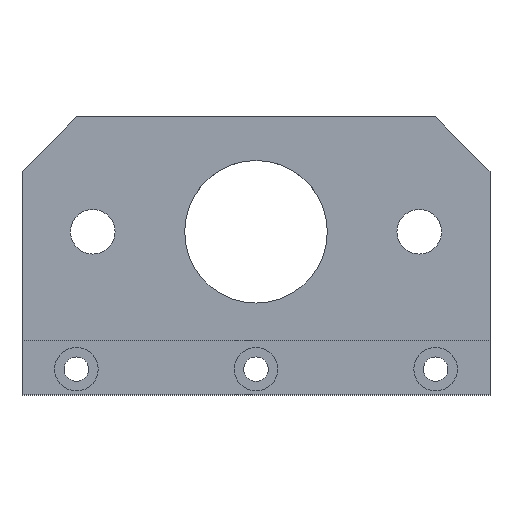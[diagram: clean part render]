
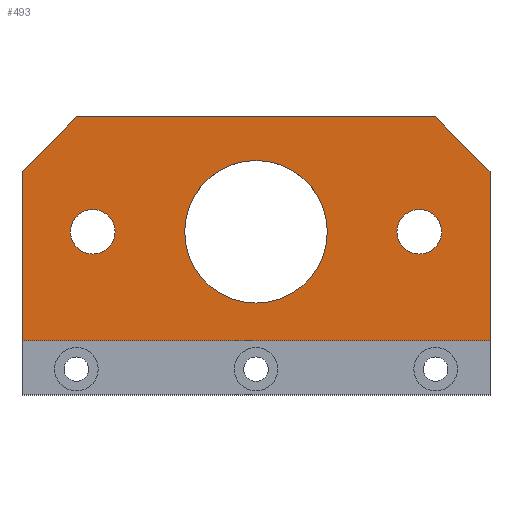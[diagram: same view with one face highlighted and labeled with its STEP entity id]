
A CAD part, top view. The second image highlights one B-rep face of the part: STEP entity #493.
In plain terms, the highlighted planar face has unit normal (0, 0, 1).
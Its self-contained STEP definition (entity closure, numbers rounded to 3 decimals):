
#122=LINE('',#799,#155);
#124=LINE('',#804,#157);
#125=LINE('',#806,#158);
#126=LINE('',#808,#159);
#127=LINE('',#809,#160);
#128=LINE('',#810,#161);
#155=VECTOR('',#658,10.);
#157=VECTOR('',#662,10.);
#158=VECTOR('',#663,10.);
#159=VECTOR('',#664,10.);
#160=VECTOR('',#665,10.);
#161=VECTOR('',#666,10.);
#189=FACE_BOUND('',#240,.T.);
#190=FACE_BOUND('',#241,.T.);
#191=FACE_BOUND('',#242,.T.);
#214=FACE_OUTER_BOUND('',#239,.T.);
#239=EDGE_LOOP('',(#411,#412,#413,#414,#415,#416));
#240=EDGE_LOOP('',(#417));
#241=EDGE_LOOP('',(#418));
#242=EDGE_LOOP('',(#419));
#273=CIRCLE('',#548,4.1);
#275=CIRCLE('',#551,4.1);
#276=CIRCLE('',#553,13.1);
#293=VERTEX_POINT('',#777);
#295=VERTEX_POINT('',#783);
#296=VERTEX_POINT('',#787);
#300=VERTEX_POINT('',#796);
#301=VERTEX_POINT('',#798);
#302=VERTEX_POINT('',#802);
#303=VERTEX_POINT('',#803);
#304=VERTEX_POINT('',#805);
#305=VERTEX_POINT('',#807);
#334=EDGE_CURVE('',#293,#293,#273,.T.);
#337=EDGE_CURVE('',#295,#295,#275,.T.);
#338=EDGE_CURVE('',#296,#296,#276,.T.);
#343=EDGE_CURVE('',#300,#301,#122,.T.);
#345=EDGE_CURVE('',#302,#303,#124,.T.);
#346=EDGE_CURVE('',#304,#302,#125,.T.);
#347=EDGE_CURVE('',#305,#304,#126,.T.);
#348=EDGE_CURVE('',#301,#305,#127,.T.);
#349=EDGE_CURVE('',#303,#300,#128,.T.);
#411=ORIENTED_EDGE('',*,*,#345,.F.);
#412=ORIENTED_EDGE('',*,*,#346,.F.);
#413=ORIENTED_EDGE('',*,*,#347,.F.);
#414=ORIENTED_EDGE('',*,*,#348,.F.);
#415=ORIENTED_EDGE('',*,*,#343,.F.);
#416=ORIENTED_EDGE('',*,*,#349,.F.);
#417=ORIENTED_EDGE('',*,*,#334,.T.);
#418=ORIENTED_EDGE('',*,*,#337,.T.);
#419=ORIENTED_EDGE('',*,*,#338,.T.);
#471=PLANE('',#556);
#493=ADVANCED_FACE('',(#214,#189,#190,#191),#471,.F.);
#548=AXIS2_PLACEMENT_3D('',#779,#638,#639);
#551=AXIS2_PLACEMENT_3D('',#785,#645,#646);
#553=AXIS2_PLACEMENT_3D('',#788,#649,#650);
#556=AXIS2_PLACEMENT_3D('',#801,#660,#661);
#638=DIRECTION('center_axis',(0.,0.,-1.));
#639=DIRECTION('ref_axis',(-1.,0.,0.));
#645=DIRECTION('center_axis',(0.,0.,-1.));
#646=DIRECTION('ref_axis',(-1.,0.,0.));
#649=DIRECTION('center_axis',(0.,0.,-1.));
#650=DIRECTION('ref_axis',(1.,0.,0.));
#658=DIRECTION('',(-1.,0.,0.));
#660=DIRECTION('center_axis',(0.,0.,-1.));
#661=DIRECTION('ref_axis',(-1.,0.,0.));
#662=DIRECTION('',(0.707,-0.707,0.));
#663=DIRECTION('',(1.,0.,0.));
#664=DIRECTION('',(0.707,0.707,0.));
#665=DIRECTION('',(0.,1.,0.));
#666=DIRECTION('',(0.,-1.,0.));
#777=CARTESIAN_POINT('',(34.1,4.45,2.75));
#779=CARTESIAN_POINT('Origin',(30.,4.45,2.75));
#783=CARTESIAN_POINT('',(-25.9,4.45,2.75));
#785=CARTESIAN_POINT('Origin',(-30.,4.45,2.75));
#787=CARTESIAN_POINT('',(-13.1,4.45,2.75));
#788=CARTESIAN_POINT('Origin',(0.,4.45,2.75));
#796=CARTESIAN_POINT('',(43.,-15.55,2.75));
#798=CARTESIAN_POINT('',(-43.,-15.55,2.75));
#799=CARTESIAN_POINT('',(-25.,-15.55,2.75));
#801=CARTESIAN_POINT('Origin',(0.,5.,2.75));
#802=CARTESIAN_POINT('',(33.,25.55,2.75));
#803=CARTESIAN_POINT('',(43.,15.55,2.75));
#804=CARTESIAN_POINT('',(39.388,19.163,2.75));
#805=CARTESIAN_POINT('',(-33.,25.55,2.75));
#806=CARTESIAN_POINT('',(7.5,25.55,2.75));
#807=CARTESIAN_POINT('',(-43.,15.55,2.75));
#808=CARTESIAN_POINT('',(-34.388,24.163,2.75));
#809=CARTESIAN_POINT('',(-43.,10.275,2.75));
#810=CARTESIAN_POINT('',(43.,-10.275,2.75));
